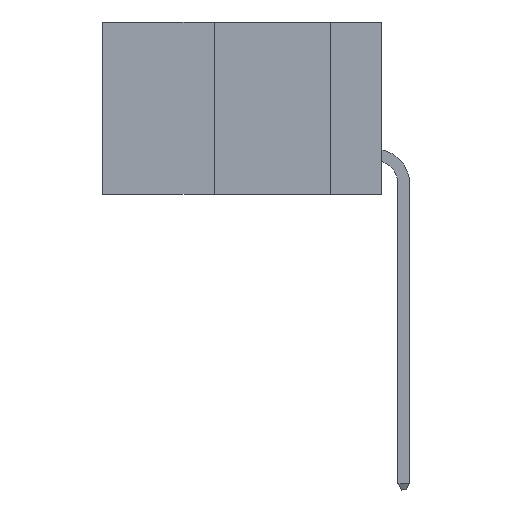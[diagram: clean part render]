
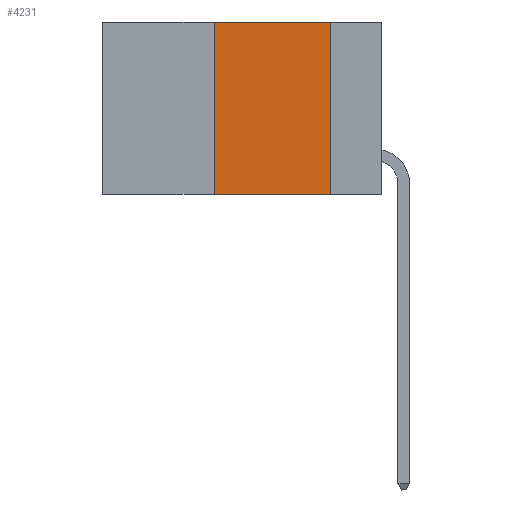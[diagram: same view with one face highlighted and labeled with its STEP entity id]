
A CAD part, left-side view. The second image highlights one B-rep face of the part: STEP entity #4231.
In plain terms, the highlighted planar face has unit normal (-1, 0, 0).
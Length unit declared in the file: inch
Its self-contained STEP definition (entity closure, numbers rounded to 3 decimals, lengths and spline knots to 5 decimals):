
#652 = EDGE_CURVE ( 'NONE', #17412, #15467, #7048, .T. ) ;
#679 = DIRECTION ( 'NONE',  ( 0., 0., -1. ) ) ;
#976 = FACE_OUTER_BOUND ( 'NONE', #7449, .T. ) ;
#1151 = LINE ( 'NONE', #6078, #4291 ) ;
#1496 = ORIENTED_EDGE ( 'NONE', *, *, #2003, .F. ) ;
#1792 = EDGE_CURVE ( 'NONE', #15467, #4623, #18409, .T. ) ;
#2003 = EDGE_CURVE ( 'NONE', #18901, #17412, #13969, .T. ) ;
#2045 = CARTESIAN_POINT ( 'NONE',  ( 0., 0.11, -0.37 ) ) ;
#4199 = CARTESIAN_POINT ( 'NONE',  ( 0., 0.36, -0.37 ) ) ;
#4231 = ADVANCED_FACE ( 'NONE', ( #976 ), #15876, .F. ) ;
#4291 = VECTOR ( 'NONE', #7683, 39.37008 ) ;
#4623 = VERTEX_POINT ( 'NONE', #2045 ) ;
#4691 = AXIS2_PLACEMENT_3D ( 'NONE', #16063, #8368, #679 ) ;
#5056 = VECTOR ( 'NONE', #6647, 39.37008 ) ;
#5804 = EDGE_CURVE ( 'NONE', #18901, #4623, #1151, .T. ) ;
#6078 = CARTESIAN_POINT ( 'NONE',  ( 0., 0.6, -0.37 ) ) ;
#6647 = DIRECTION ( 'NONE',  ( 0., 0., -1. ) ) ;
#6925 = ORIENTED_EDGE ( 'NONE', *, *, #1792, .F. ) ;
#7048 = LINE ( 'NONE', #18205, #15010 ) ;
#7285 = DIRECTION ( 'NONE',  ( 0., -1., 0. ) ) ;
#7449 = EDGE_LOOP ( 'NONE', ( #6925, #12127, #1496, #19435 ) ) ;
#7683 = DIRECTION ( 'NONE',  ( 0., -1., 0. ) ) ;
#8368 = DIRECTION ( 'NONE',  ( 1., 0., 0. ) ) ;
#11146 = CARTESIAN_POINT ( 'NONE',  ( 0., 0.11, 0. ) ) ;
#11299 = VECTOR ( 'NONE', #13007, 39.37008 ) ;
#12127 = ORIENTED_EDGE ( 'NONE', *, *, #652, .F. ) ;
#13007 = DIRECTION ( 'NONE',  ( 0., 0., 1. ) ) ;
#13694 = CARTESIAN_POINT ( 'NONE',  ( 0., 0.36, 0. ) ) ;
#13946 = CARTESIAN_POINT ( 'NONE',  ( 0., 0.11, 0. ) ) ;
#13969 = LINE ( 'NONE', #14532, #11299 ) ;
#14532 = CARTESIAN_POINT ( 'NONE',  ( 0., 0.36, 0. ) ) ;
#15010 = VECTOR ( 'NONE', #7285, 39.37008 ) ;
#15467 = VERTEX_POINT ( 'NONE', #13946 ) ;
#15876 = PLANE ( 'NONE',  #4691 ) ;
#16063 = CARTESIAN_POINT ( 'NONE',  ( 0., 0.6, 0. ) ) ;
#17412 = VERTEX_POINT ( 'NONE', #13694 ) ;
#18205 = CARTESIAN_POINT ( 'NONE',  ( 0., 0.6, 0. ) ) ;
#18409 = LINE ( 'NONE', #11146, #5056 ) ;
#18901 = VERTEX_POINT ( 'NONE', #4199 ) ;
#19435 = ORIENTED_EDGE ( 'NONE', *, *, #5804, .T. ) ;
